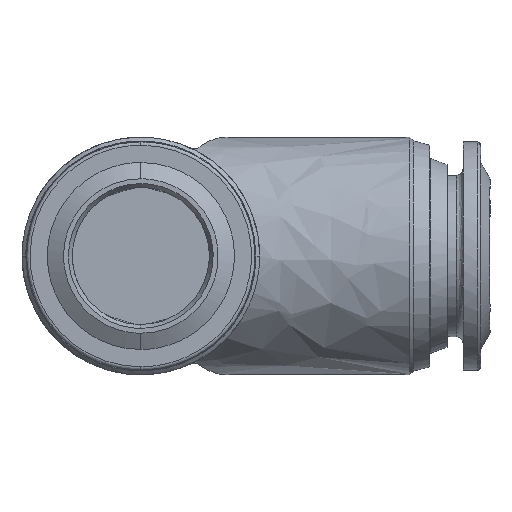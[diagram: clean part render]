
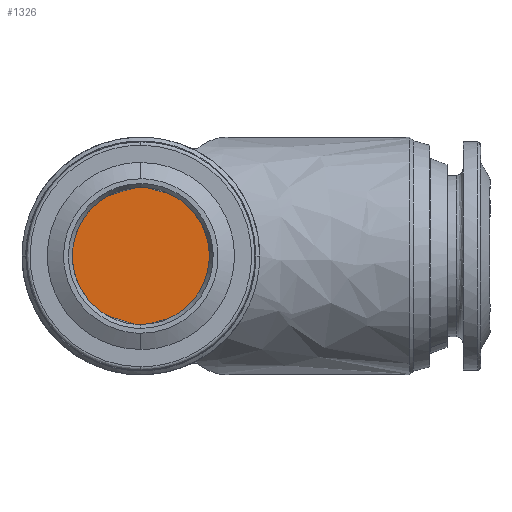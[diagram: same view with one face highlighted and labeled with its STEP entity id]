
A CAD part, front view. The second image highlights one B-rep face of the part: STEP entity #1326.
In plain terms, the highlighted free-form (B-spline) face has degree [1, 1] with [2, 2] control points.
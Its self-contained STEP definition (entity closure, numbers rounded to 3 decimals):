
#128 = EDGE_CURVE ( 'NONE', #1969, #1527, #2558, .T. ) ;
#220 = CARTESIAN_POINT ( 'NONE',  ( -0.5, -21.5, -5.979 ) ) ;
#461 = VERTEX_POINT ( 'NONE', #2346 ) ;
#470 = CARTESIAN_POINT ( 'NONE',  ( -6.123, -21.5, -6.123 ) ) ;
#578 = EDGE_CURVE ( 'NONE', #4021, #1167, #2399, .T. ) ;
#644 = CARTESIAN_POINT ( 'NONE',  ( -0.5, -21.5, 5.075 ) ) ;
#787 = CARTESIAN_POINT ( 'NONE',  ( -0.5, -21.5, 5.075 ) ) ;
#794 = ORIENTED_EDGE ( 'NONE', *, *, #3084, .F. ) ;
#819 = VERTEX_POINT ( 'NONE', #3985 ) ;
#900 = CARTESIAN_POINT ( 'NONE',  ( 0.5, -21.5, 5.075 ) ) ;
#970 = CARTESIAN_POINT ( 'NONE',  ( 0.5, -21.5, 5.075 ) ) ;
#1167 = VERTEX_POINT ( 'NONE', #5486 ) ;
#1188 = EDGE_CURVE ( 'NONE', #1167, #4021, #5998, .T. ) ;
#1194 = ORIENTED_EDGE ( 'NONE', *, *, #6555, .F. ) ;
#1326 = ADVANCED_FACE ( 'NONE', ( #5130, #1409, #1558 ), #3940, .F. ) ;
#1409 = FACE_BOUND ( 'NONE', #4665, .T. ) ;
#1422 = CARTESIAN_POINT ( 'NONE',  ( 3.169, -21.5, 5.154 ) ) ;
#1527 = VERTEX_POINT ( 'NONE', #5868 ) ;
#1545 = CARTESIAN_POINT ( 'NONE',  ( -6.123, -21.5, 6.123 ) ) ;
#1558 = FACE_OUTER_BOUND ( 'NONE', #3852, .T. ) ;
#1582 = ORIENTED_EDGE ( 'NONE', *, *, #5501, .F. ) ;
#1704 = CARTESIAN_POINT ( 'NONE',  ( 3.169, -21.5, 5.154 ) ) ;
#1728 = CARTESIAN_POINT ( 'NONE',  ( -0.5, -21.5, 5.979 ) ) ;
#1899 = CARTESIAN_POINT ( 'NONE',  ( -6.188, -21.5, -3.298 ) ) ;
#1944 = ORIENTED_EDGE ( 'NONE', *, *, #3597, .F. ) ;
#1969 = VERTEX_POINT ( 'NONE', #5365 ) ;
#1983 = EDGE_CURVE ( 'NONE', #4759, #4585, #6208, .T. ) ;
#2164 = EDGE_CURVE ( 'NONE', #1527, #819, #3665, .T. ) ;
#2336 = CARTESIAN_POINT ( 'NONE',  ( -0.5, -21.5, -5.075 ) ) ;
#2346 = CARTESIAN_POINT ( 'NONE',  ( -0.5, -21.5, 5.075 ) ) ;
#2388 = CARTESIAN_POINT ( 'NONE',  ( 0.15, -21.5, 7.01 ) ) ;
#2399 =( BOUNDED_CURVE ( )  B_SPLINE_CURVE ( 3, ( #4058, #3013, #3477, #5125 ),
 .UNSPECIFIED., .F., .T. ) 
 B_SPLINE_CURVE_WITH_KNOTS ( ( 4, 4 ),
 ( -3.142, 0. ),
 .UNSPECIFIED. ) 
 CURVE ( )  GEOMETRIC_REPRESENTATION_ITEM ( )  RATIONAL_B_SPLINE_CURVE ( ( 1., 0.333, 0.333, 1. ) ) 
 REPRESENTATION_ITEM ( '' )  );
#2405 = EDGE_LOOP ( 'NONE', ( #6623, #6082, #1944, #5286 ) ) ;
#2521 = VERTEX_POINT ( 'NONE', #2336 ) ;
#2541 = CARTESIAN_POINT ( 'NONE',  ( -0.5, -21.5, 5.979 ) ) ;
#2558 = B_SPLINE_CURVE_WITH_KNOTS ( 'NONE', 1,
 ( #5052, #2981 ),
 .UNSPECIFIED., .F., .F.,
 ( 2, 2 ),
 ( 0., 1. ),
 .UNSPECIFIED. ) ;
#2600 = B_SPLINE_CURVE_WITH_KNOTS ( 'NONE', 1,
 ( #5030, #6145 ),
 .UNSPECIFIED., .F., .F.,
 ( 2, 2 ),
 ( 0., 1. ),
 .UNSPECIFIED. ) ;
#2934 = CARTESIAN_POINT ( 'NONE',  ( 0.5, -21.5, 5.979 ) ) ;
#2979 = CARTESIAN_POINT ( 'NONE',  ( 8.946, -21.5, 4.243 ) ) ;
#2981 = CARTESIAN_POINT ( 'NONE',  ( 0.5, -21.5, -5.979 ) ) ;
#3013 = CARTESIAN_POINT ( 'NONE',  ( 13.476, -21.5, -1.183 ) ) ;
#3084 = EDGE_CURVE ( 'NONE', #2521, #461, #3690, .T. ) ;
#3191 = ORIENTED_EDGE ( 'NONE', *, *, #1188, .F. ) ;
#3246 = CARTESIAN_POINT ( 'NONE',  ( -0.5, -21.5, -5.979 ) ) ;
#3477 = CARTESIAN_POINT ( 'NONE',  ( 7.139, -21.5, -11.491 ) ) ;
#3597 = EDGE_CURVE ( 'NONE', #4732, #1969, #5430, .T. ) ;
#3665 =( BOUNDED_CURVE ( )  B_SPLINE_CURVE ( 3, ( #4420, #3943, #5981, #3917 ),
 .UNSPECIFIED., .F., .T. ) 
 B_SPLINE_CURVE_WITH_KNOTS ( ( 4, 4 ),
 ( -2.975, 0. ),
 .UNSPECIFIED. ) 
 CURVE ( )  GEOMETRIC_REPRESENTATION_ITEM ( )  RATIONAL_B_SPLINE_CURVE ( ( 1., 0.389, 0.389, 1. ) ) 
 REPRESENTATION_ITEM ( '' )  );
#3690 =( BOUNDED_CURVE ( )  B_SPLINE_CURVE ( 3, ( #4257, #4320, #4781, #644 ),
 .UNSPECIFIED., .F., .T. ) 
 B_SPLINE_CURVE_WITH_KNOTS ( ( 4, 4 ),
 ( -2.945, 0. ),
 .UNSPECIFIED. ) 
 CURVE ( )  GEOMETRIC_REPRESENTATION_ITEM ( )  RATIONAL_B_SPLINE_CURVE ( ( 1., 0.399, 0.399, 1. ) ) 
 REPRESENTATION_ITEM ( '' )  );
#3852 = EDGE_LOOP ( 'NONE', ( #4860, #3191 ) ) ;
#3893 = CARTESIAN_POINT ( 'NONE',  ( -3.298, -21.5, 6.188 ) ) ;
#3917 = CARTESIAN_POINT ( 'NONE',  ( 0.5, -21.5, 5.979 ) ) ;
#3940 = B_SPLINE_SURFACE_WITH_KNOTS ( 'NONE', 1, 1, ( 
 ( #6143, #6667 ),
 ( #470, #1545 ) ),
 .UNSPECIFIED., .F., .F., .F.,
 ( 2, 2 ),
 ( 2, 2 ),
 ( 0., 1. ),
 ( 0., 1. ),
 .UNSPECIFIED. ) ;
#3943 = CARTESIAN_POINT ( 'NONE',  ( 10.714, -21.5, -5.125 ) ) ;
#3985 = CARTESIAN_POINT ( 'NONE',  ( 0.5, -21.5, 5.979 ) ) ;
#4021 = VERTEX_POINT ( 'NONE', #1704 ) ;
#4058 = CARTESIAN_POINT ( 'NONE',  ( 3.169, -21.5, 5.154 ) ) ;
#4257 = CARTESIAN_POINT ( 'NONE',  ( -0.5, -21.5, -5.075 ) ) ;
#4320 = CARTESIAN_POINT ( 'NONE',  ( -8.946, -21.5, -4.243 ) ) ;
#4368 = CARTESIAN_POINT ( 'NONE',  ( -10.714, -21.5, -5.125 ) ) ;
#4420 = CARTESIAN_POINT ( 'NONE',  ( 0.5, -21.5, -5.979 ) ) ;
#4424 = CARTESIAN_POINT ( 'NONE',  ( -3.169, -21.5, -5.154 ) ) ;
#4431 = ORIENTED_EDGE ( 'NONE', *, *, #1983, .F. ) ;
#4478 = CARTESIAN_POINT ( 'NONE',  ( 0.5, -21.5, 5.075 ) ) ;
#4525 = CARTESIAN_POINT ( 'NONE',  ( 0.5, -21.5, -5.075 ) ) ;
#4578 = B_SPLINE_CURVE_WITH_KNOTS ( 'NONE', 1,
 ( #2934, #4478 ),
 .UNSPECIFIED., .F., .F.,
 ( 2, 2 ),
 ( 0., 1. ),
 .UNSPECIFIED. ) ;
#4585 = VERTEX_POINT ( 'NONE', #220 ) ;
#4665 = EDGE_LOOP ( 'NONE', ( #794, #1582, #4431, #1194 ) ) ;
#4732 = VERTEX_POINT ( 'NONE', #970 ) ;
#4759 = VERTEX_POINT ( 'NONE', #2541 ) ;
#4781 = CARTESIAN_POINT ( 'NONE',  ( -8.946, -21.5, 4.243 ) ) ;
#4860 = ORIENTED_EDGE ( 'NONE', *, *, #578, .F. ) ;
#5030 = CARTESIAN_POINT ( 'NONE',  ( -0.5, -21.5, -5.979 ) ) ;
#5046 = CARTESIAN_POINT ( 'NONE',  ( -7.01, -21.5, 0.15 ) ) ;
#5052 = CARTESIAN_POINT ( 'NONE',  ( 0.5, -21.5, -5.075 ) ) ;
#5125 = CARTESIAN_POINT ( 'NONE',  ( -3.169, -21.5, -5.154 ) ) ;
#5130 = FACE_BOUND ( 'NONE', #2405, .T. ) ;
#5286 = ORIENTED_EDGE ( 'NONE', *, *, #6335, .F. ) ;
#5365 = CARTESIAN_POINT ( 'NONE',  ( 0.5, -21.5, -5.075 ) ) ;
#5430 =( BOUNDED_CURVE ( )  B_SPLINE_CURVE ( 3, ( #900, #2979, #6603, #4525 ),
 .UNSPECIFIED., .F., .T. ) 
 B_SPLINE_CURVE_WITH_KNOTS ( ( 4, 4 ),
 ( -2.945, 0. ),
 .UNSPECIFIED. ) 
 CURVE ( )  GEOMETRIC_REPRESENTATION_ITEM ( )  RATIONAL_B_SPLINE_CURVE ( ( 1., 0.399, 0.399, 1. ) ) 
 REPRESENTATION_ITEM ( '' )  );
#5457 = CARTESIAN_POINT ( 'NONE',  ( -5.154, -21.5, 3.169 ) ) ;
#5486 = CARTESIAN_POINT ( 'NONE',  ( -3.169, -21.5, -5.154 ) ) ;
#5501 = EDGE_CURVE ( 'NONE', #4585, #2521, #2600, .T. ) ;
#5868 = CARTESIAN_POINT ( 'NONE',  ( 0.5, -21.5, -5.979 ) ) ;
#5897 = CARTESIAN_POINT ( 'NONE',  ( -10.714, -21.5, 5.125 ) ) ;
#5981 = CARTESIAN_POINT ( 'NONE',  ( 10.714, -21.5, 5.125 ) ) ;
#5998 =( BOUNDED_CURVE ( )  B_SPLINE_CURVE ( 3, ( #4424, #1899, #5046, #5457, #3893, #2388, #1422 ),
 .UNSPECIFIED., .F., .F. ) 
 B_SPLINE_CURVE_WITH_KNOTS ( ( 4, 3, 4 ),
 ( -3.142, -1.571, 0. ),
 .UNSPECIFIED. ) 
 CURVE ( )  GEOMETRIC_REPRESENTATION_ITEM ( )  RATIONAL_B_SPLINE_CURVE ( ( 1., 0.805, 0.805, 1., 0.805, 0.805, 1. ) ) 
 REPRESENTATION_ITEM ( '' )  );
#6082 = ORIENTED_EDGE ( 'NONE', *, *, #128, .F. ) ;
#6143 = CARTESIAN_POINT ( 'NONE',  ( 6.123, -21.5, -6.123 ) ) ;
#6145 = CARTESIAN_POINT ( 'NONE',  ( -0.5, -21.5, -5.075 ) ) ;
#6202 = B_SPLINE_CURVE_WITH_KNOTS ( 'NONE', 1,
 ( #787, #6498 ),
 .UNSPECIFIED., .F., .F.,
 ( 2, 2 ),
 ( 0., 1. ),
 .UNSPECIFIED. ) ;
#6208 =( BOUNDED_CURVE ( )  B_SPLINE_CURVE ( 3, ( #1728, #5897, #4368, #3246 ),
 .UNSPECIFIED., .F., .T. ) 
 B_SPLINE_CURVE_WITH_KNOTS ( ( 4, 4 ),
 ( -2.975, 0. ),
 .UNSPECIFIED. ) 
 CURVE ( )  GEOMETRIC_REPRESENTATION_ITEM ( )  RATIONAL_B_SPLINE_CURVE ( ( 1., 0.389, 0.389, 1. ) ) 
 REPRESENTATION_ITEM ( '' )  );
#6335 = EDGE_CURVE ( 'NONE', #819, #4732, #4578, .T. ) ;
#6498 = CARTESIAN_POINT ( 'NONE',  ( -0.5, -21.5, 5.979 ) ) ;
#6555 = EDGE_CURVE ( 'NONE', #461, #4759, #6202, .T. ) ;
#6603 = CARTESIAN_POINT ( 'NONE',  ( 8.946, -21.5, -4.243 ) ) ;
#6623 = ORIENTED_EDGE ( 'NONE', *, *, #2164, .F. ) ;
#6667 = CARTESIAN_POINT ( 'NONE',  ( 6.123, -21.5, 6.123 ) ) ;
